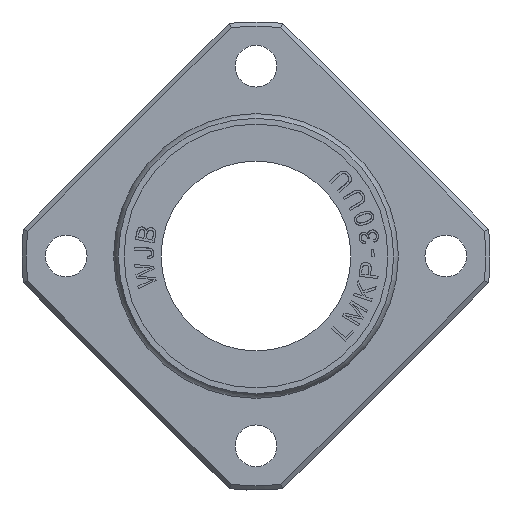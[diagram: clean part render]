
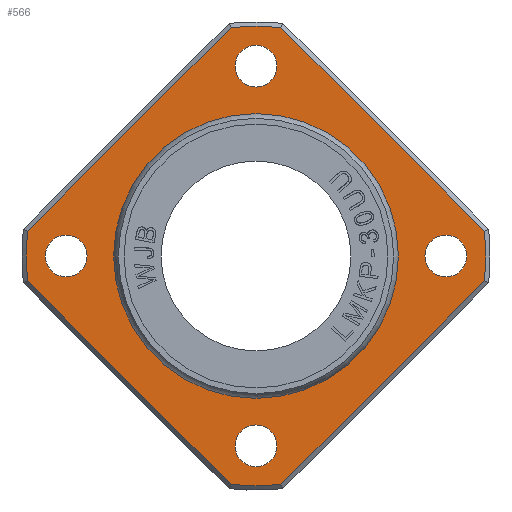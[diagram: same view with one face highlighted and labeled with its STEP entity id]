
A CAD part, left-side view. The second image highlights one B-rep face of the part: STEP entity #566.
In plain terms, the highlighted planar face has unit normal (-1, 0, 0).
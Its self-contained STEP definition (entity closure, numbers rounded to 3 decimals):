
#566=ADVANCED_FACE('',(#1295,#1296,#1297,#1298,#1299,#1300),#938,.T.);
#938=PLANE('',#6809);
#1191=CIRCLE('',#6785,36.3);
#1192=CIRCLE('',#6787,36.3);
#1194=CIRCLE('',#6790,36.3);
#1197=CIRCLE('',#6794,36.3);
#1202=CIRCLE('',#6804,22.127);
#1203=CIRCLE('',#6805,3.3);
#1204=CIRCLE('',#6806,3.3);
#1205=CIRCLE('',#6807,3.3);
#1206=CIRCLE('',#6808,3.3);
#1295=FACE_BOUND('',#1422,.T.);
#1296=FACE_BOUND('',#1423,.T.);
#1297=FACE_BOUND('',#1424,.T.);
#1298=FACE_BOUND('',#1425,.T.);
#1299=FACE_BOUND('',#1426,.T.);
#1300=FACE_BOUND('',#1427,.T.);
#1422=EDGE_LOOP('',(#2592));
#1423=EDGE_LOOP('',(#2593));
#1424=EDGE_LOOP('',(#2594));
#1425=EDGE_LOOP('',(#2595));
#1426=EDGE_LOOP('',(#2596));
#1427=EDGE_LOOP('',(#2597,#2598,#2599,#2600,#2601,#2602,#2603,#2604));
#1929=B_SPLINE_CURVE_WITH_KNOTS('',3,(#10212,#10213,#10214,#10215),.UNSPECIFIED.,
 .F.,.F.,(4,4),(0.,1.),.UNSPECIFIED.);
#1930=B_SPLINE_CURVE_WITH_KNOTS('',3,(#10216,#10217,#10218,#10219),.UNSPECIFIED.,
 .F.,.F.,(4,4),(0.,1.),.UNSPECIFIED.);
#1931=B_SPLINE_CURVE_WITH_KNOTS('',3,(#10220,#10221,#10222,#10223),.UNSPECIFIED.,
 .F.,.F.,(4,4),(0.,1.),.UNSPECIFIED.);
#1932=B_SPLINE_CURVE_WITH_KNOTS('',3,(#10224,#10225,#10226,#10227),.UNSPECIFIED.,
 .F.,.F.,(4,4),(0.,1.),.UNSPECIFIED.);
#2592=ORIENTED_EDGE('',*,*,#5078,.F.);
#2593=ORIENTED_EDGE('',*,*,#5079,.T.);
#2594=ORIENTED_EDGE('',*,*,#5080,.T.);
#2595=ORIENTED_EDGE('',*,*,#5081,.T.);
#2596=ORIENTED_EDGE('',*,*,#5082,.T.);
#2597=ORIENTED_EDGE('',*,*,#5052,.F.);
#2598=ORIENTED_EDGE('',*,*,#5083,.F.);
#2599=ORIENTED_EDGE('',*,*,#5054,.F.);
#2600=ORIENTED_EDGE('',*,*,#5084,.F.);
#2601=ORIENTED_EDGE('',*,*,#5058,.F.);
#2602=ORIENTED_EDGE('',*,*,#5085,.F.);
#2603=ORIENTED_EDGE('',*,*,#5064,.F.);
#2604=ORIENTED_EDGE('',*,*,#5086,.F.);
#4426=VERTEX_POINT('',#10113);
#4427=VERTEX_POINT('',#10115);
#4428=VERTEX_POINT('',#10122);
#4429=VERTEX_POINT('',#10123);
#4432=VERTEX_POINT('',#10137);
#4433=VERTEX_POINT('',#10138);
#4438=VERTEX_POINT('',#10158);
#4439=VERTEX_POINT('',#10160);
#4448=VERTEX_POINT('',#10203);
#4449=VERTEX_POINT('',#10205);
#4450=VERTEX_POINT('',#10207);
#4451=VERTEX_POINT('',#10209);
#4452=VERTEX_POINT('',#10211);
#5052=EDGE_CURVE('',#4426,#4427,#1191,.T.);
#5054=EDGE_CURVE('',#4428,#4429,#1192,.T.);
#5058=EDGE_CURVE('',#4432,#4433,#1194,.T.);
#5064=EDGE_CURVE('',#4438,#4439,#1197,.T.);
#5078=EDGE_CURVE('',#4448,#4448,#1202,.T.);
#5079=EDGE_CURVE('',#4449,#4449,#1203,.T.);
#5080=EDGE_CURVE('',#4450,#4450,#1204,.T.);
#5081=EDGE_CURVE('',#4451,#4451,#1205,.T.);
#5082=EDGE_CURVE('',#4452,#4452,#1206,.T.);
#5083=EDGE_CURVE('',#4429,#4426,#1929,.T.);
#5084=EDGE_CURVE('',#4433,#4428,#1930,.T.);
#5085=EDGE_CURVE('',#4439,#4432,#1931,.T.);
#5086=EDGE_CURVE('',#4427,#4438,#1932,.T.);
#6785=AXIS2_PLACEMENT_3D('',#10114,#7353,#7354);
#6787=AXIS2_PLACEMENT_3D('',#10121,#7357,#7358);
#6790=AXIS2_PLACEMENT_3D('',#10136,#7363,#7364);
#6794=AXIS2_PLACEMENT_3D('',#10159,#7371,#7372);
#6804=AXIS2_PLACEMENT_3D('',#10202,#7395,#7396);
#6805=AXIS2_PLACEMENT_3D('',#10204,#7397,#7398);
#6806=AXIS2_PLACEMENT_3D('',#10206,#7399,#7400);
#6807=AXIS2_PLACEMENT_3D('',#10208,#7401,#7402);
#6808=AXIS2_PLACEMENT_3D('',#10210,#7403,#7404);
#6809=AXIS2_PLACEMENT_3D('',#10228,#7405,#7406);
#7353=DIRECTION('',(1.,0.,0.));
#7354=DIRECTION('',(0.,0.,-1.));
#7357=DIRECTION('',(1.,0.,0.));
#7358=DIRECTION('',(0.,0.,-1.));
#7363=DIRECTION('',(1.,0.,0.));
#7364=DIRECTION('',(0.,0.,-1.));
#7371=DIRECTION('',(1.,0.,0.));
#7372=DIRECTION('',(0.,0.,-1.));
#7395=DIRECTION('',(-1.,0.,0.));
#7396=DIRECTION('',(0.,0.,1.));
#7397=DIRECTION('',(1.,0.,0.));
#7398=DIRECTION('',(0.,1.,0.));
#7399=DIRECTION('',(1.,0.,0.));
#7400=DIRECTION('',(0.,1.,0.));
#7401=DIRECTION('',(1.,0.,0.));
#7402=DIRECTION('',(0.,1.,0.));
#7403=DIRECTION('',(1.,0.,0.));
#7404=DIRECTION('',(0.,1.,0.));
#7405=DIRECTION('',(-1.,0.,0.));
#7406=DIRECTION('',(0.,0.,1.));
#10113=CARTESIAN_POINT('',(10.,-3.936,-36.086));
#10114=CARTESIAN_POINT('',(10.,0.,0.));
#10115=CARTESIAN_POINT('',(10.,3.936,-36.086));
#10121=CARTESIAN_POINT('',(10.,0.,0.));
#10122=CARTESIAN_POINT('',(10.,-36.086,3.936));
#10123=CARTESIAN_POINT('',(10.,-36.086,-3.936));
#10136=CARTESIAN_POINT('',(10.,0.,0.));
#10137=CARTESIAN_POINT('',(10.,3.936,36.086));
#10138=CARTESIAN_POINT('',(10.,-3.936,36.086));
#10158=CARTESIAN_POINT('',(10.,36.086,-3.936));
#10159=CARTESIAN_POINT('',(10.,0.,0.));
#10160=CARTESIAN_POINT('',(10.,36.086,3.936));
#10202=CARTESIAN_POINT('',(10.,0.,0.));
#10203=CARTESIAN_POINT('',(10.,0.,22.127));
#10204=CARTESIAN_POINT('',(10.,30.,0.));
#10205=CARTESIAN_POINT('',(10.,26.7,0.));
#10206=CARTESIAN_POINT('',(10.,-30.,0.));
#10207=CARTESIAN_POINT('',(10.,-33.3,0.));
#10208=CARTESIAN_POINT('',(10.,0.,30.));
#10209=CARTESIAN_POINT('',(10.,-3.3,30.));
#10210=CARTESIAN_POINT('',(10.,0.,-30.));
#10211=CARTESIAN_POINT('',(10.,-3.3,-30.));
#10212=CARTESIAN_POINT('',(10.,-36.086,-3.936));
#10213=CARTESIAN_POINT('',(10.,-25.369,-14.653));
#10214=CARTESIAN_POINT('',(10.,-14.653,-25.369));
#10215=CARTESIAN_POINT('',(10.,-3.936,-36.086));
#10216=CARTESIAN_POINT('',(10.,-3.936,36.086));
#10217=CARTESIAN_POINT('',(10.,-14.653,25.369));
#10218=CARTESIAN_POINT('',(10.,-25.369,14.653));
#10219=CARTESIAN_POINT('',(10.,-36.086,3.936));
#10220=CARTESIAN_POINT('',(10.,36.086,3.936));
#10221=CARTESIAN_POINT('',(10.,25.369,14.653));
#10222=CARTESIAN_POINT('',(10.,14.653,25.369));
#10223=CARTESIAN_POINT('',(10.,3.936,36.086));
#10224=CARTESIAN_POINT('',(10.,3.936,-36.086));
#10225=CARTESIAN_POINT('',(10.,14.653,-25.369));
#10226=CARTESIAN_POINT('',(10.,25.369,-14.653));
#10227=CARTESIAN_POINT('',(10.,36.086,-3.936));
#10228=CARTESIAN_POINT('',(10.,0.,29.563));
